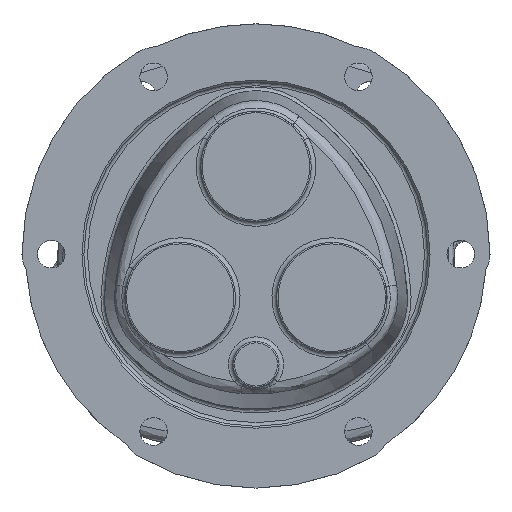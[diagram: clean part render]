
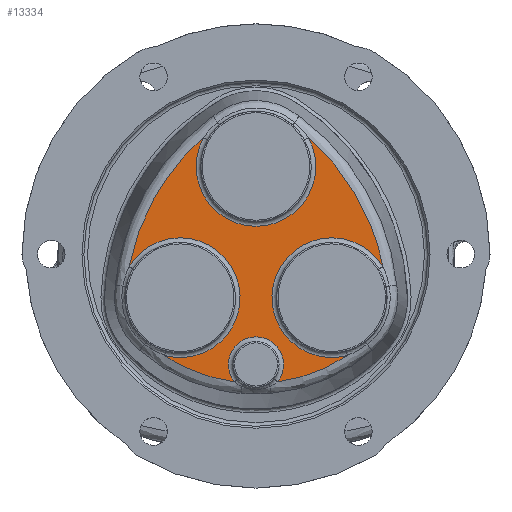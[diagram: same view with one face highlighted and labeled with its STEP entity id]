
A CAD part, top view. The second image highlights one B-rep face of the part: STEP entity #13334.
In plain terms, the highlighted face is planar.
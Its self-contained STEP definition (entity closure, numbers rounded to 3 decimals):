
#1289=B_SPLINE_CURVE_WITH_KNOTS('',3,(#44879,#44880,#44881,#44882,#44883,
#44884,#44885,#44886),.UNSPECIFIED.,.F.,.F.,(4,2,2,4),(266.85,
270.163,284.886,307.547),.UNSPECIFIED.);
#1290=B_SPLINE_CURVE_WITH_KNOTS('',3,(#44890,#44891,#44892,#44893,#44894,
#44895,#44896,#44897,#44898,#44899,#44900,#44901,#44902,#44903,#44904,#44905),
 .UNSPECIFIED.,.F.,.F.,(4,3,3,3,3,4),(574.931,578.458,
596.206,624.603,655.049,656.722),
 .UNSPECIFIED.);
#1291=B_SPLINE_CURVE_WITH_KNOTS('',3,(#44909,#44910,#44911,#44912,#44913,
#44914,#44915,#44916,#44917,#44918,#44919,#44920),.UNSPECIFIED.,.F.,.F.,
(4,2,2,2,2,4),(427.995,436.226,446.439,483.626,
506.671,509.934),.UNSPECIFIED.);
#1292=B_SPLINE_CURVE_WITH_KNOTS('',3,(#44923,#44924,#44925,#44926,#44927,
#44928,#44929,#44930),.UNSPECIFIED.,.F.,.F.,(4,2,2,4),(330.712,
332.438,358.582,371.451),.UNSPECIFIED.);
#2617=PLANE('',#14720);
#3416=FACE_OUTER_BOUND('',#4268,.T.);
#4268=EDGE_LOOP('',(#11697,#11698,#11699,#11700,#11701,#11702,#11703,#11704));
#5136=CIRCLE('',#14721,15.);
#5137=CIRCLE('',#14722,32.5);
#5138=CIRCLE('',#14723,32.5);
#5139=CIRCLE('',#14724,32.5);
#6436=VERTEX_POINT('',#44875);
#6437=VERTEX_POINT('',#44876);
#6438=VERTEX_POINT('',#44878);
#6439=VERTEX_POINT('',#44887);
#6440=VERTEX_POINT('',#44889);
#6441=VERTEX_POINT('',#44906);
#6442=VERTEX_POINT('',#44908);
#6443=VERTEX_POINT('',#44921);
#8223=EDGE_CURVE('',#6436,#6437,#5136,.T.);
#8224=EDGE_CURVE('',#6438,#6436,#1289,.T.);
#8225=EDGE_CURVE('',#6439,#6438,#5137,.T.);
#8226=EDGE_CURVE('',#6440,#6439,#1290,.T.);
#8227=EDGE_CURVE('',#6441,#6440,#5138,.T.);
#8228=EDGE_CURVE('',#6442,#6441,#1291,.T.);
#8229=EDGE_CURVE('',#6443,#6442,#5139,.T.);
#8230=EDGE_CURVE('',#6437,#6443,#1292,.T.);
#11697=ORIENTED_EDGE('',*,*,#8223,.F.);
#11698=ORIENTED_EDGE('',*,*,#8224,.F.);
#11699=ORIENTED_EDGE('',*,*,#8225,.F.);
#11700=ORIENTED_EDGE('',*,*,#8226,.F.);
#11701=ORIENTED_EDGE('',*,*,#8227,.F.);
#11702=ORIENTED_EDGE('',*,*,#8228,.F.);
#11703=ORIENTED_EDGE('',*,*,#8229,.F.);
#11704=ORIENTED_EDGE('',*,*,#8230,.F.);
#13334=ADVANCED_FACE('',(#3416),#2617,.F.);
#14720=AXIS2_PLACEMENT_3D('',#44874,#17431,#17432);
#14721=AXIS2_PLACEMENT_3D('',#44877,#17433,#17434);
#14722=AXIS2_PLACEMENT_3D('',#44888,#17435,#17436);
#14723=AXIS2_PLACEMENT_3D('',#44907,#17437,#17438);
#14724=AXIS2_PLACEMENT_3D('',#44922,#17439,#17440);
#17431=DIRECTION('center_axis',(0.,0.,1.));
#17432=DIRECTION('ref_axis',(1.,0.,0.));
#17433=DIRECTION('center_axis',(0.,0.,-1.));
#17434=DIRECTION('ref_axis',(0.,1.,0.));
#17435=DIRECTION('center_axis',(0.,0.,-1.));
#17436=DIRECTION('ref_axis',(0.935,0.355,0.));
#17437=DIRECTION('center_axis',(0.,0.,-1.));
#17438=DIRECTION('ref_axis',(0.,-1.,0.));
#17439=DIRECTION('center_axis',(0.,0.,-1.));
#17440=DIRECTION('ref_axis',(-0.935,0.354,0.));
#44874=CARTESIAN_POINT('Origin',(45.03,26.,-123.94));
#44875=CARTESIAN_POINT('',(-11.634,-69.468,-123.94));
#44876=CARTESIAN_POINT('',(11.634,-69.469,-123.94));
#44877=CARTESIAN_POINT('Origin',(0.,-60.,-123.94));
#44878=CARTESIAN_POINT('',(-49.608,-55.127,-123.94));
#44879=CARTESIAN_POINT('Ctrl Pts',(-49.608,-55.127,
-123.94));
#44880=CARTESIAN_POINT('Ctrl Pts',(-48.689,-55.745,-123.94));
#44881=CARTESIAN_POINT('Ctrl Pts',(-47.756,-56.346,-123.94));
#44882=CARTESIAN_POINT('Ctrl Pts',(-42.61,-59.528,-123.94));
#44883=CARTESIAN_POINT('Ctrl Pts',(-38.171,-61.786,
-123.94));
#44884=CARTESIAN_POINT('Ctrl Pts',(-26.529,-66.528,
-123.94));
#44885=CARTESIAN_POINT('Ctrl Pts',(-19.181,-68.474,
-123.94));
#44886=CARTESIAN_POINT('Ctrl Pts',(-11.634,-69.468,
-123.94));
#44887=CARTESIAN_POINT('',(-68.914,-6.872,-123.94));
#44888=CARTESIAN_POINT('Origin',(-41.14,-23.75,-123.94));
#44889=CARTESIAN_POINT('',(-28.498,63.123,-123.94));
#44890=CARTESIAN_POINT('Ctrl Pts',(-28.498,63.123,-123.94));
#44891=CARTESIAN_POINT('Ctrl Pts',(-29.393,62.346,-123.94));
#44892=CARTESIAN_POINT('Ctrl Pts',(-30.277,61.556,-123.94));
#44893=CARTESIAN_POINT('Ctrl Pts',(-31.15,60.753,-123.94));
#44894=CARTESIAN_POINT('Ctrl Pts',(-35.543,56.711,-123.94));
#44895=CARTESIAN_POINT('Ctrl Pts',(-39.65,52.343,-123.94));
#44896=CARTESIAN_POINT('Ctrl Pts',(-43.408,47.721,-123.94));
#44897=CARTESIAN_POINT('Ctrl Pts',(-49.421,40.324,-123.94));
#44898=CARTESIAN_POINT('Ctrl Pts',(-54.534,32.306,-123.94));
#44899=CARTESIAN_POINT('Ctrl Pts',(-58.708,23.719,-123.94));
#44900=CARTESIAN_POINT('Ctrl Pts',(-63.184,14.512,-123.94));
#44901=CARTESIAN_POINT('Ctrl Pts',(-66.516,4.711,-123.94));
#44902=CARTESIAN_POINT('Ctrl Pts',(-68.584,-5.231,
-123.94));
#44903=CARTESIAN_POINT('Ctrl Pts',(-68.698,-5.778,
-123.94));
#44904=CARTESIAN_POINT('Ctrl Pts',(-68.808,-6.325,
-123.94));
#44905=CARTESIAN_POINT('Ctrl Pts',(-68.914,-6.872,
-123.94));
#44906=CARTESIAN_POINT('',(28.496,63.128,-123.94));
#44907=CARTESIAN_POINT('Origin',(0.,47.5,-123.94));
#44908=CARTESIAN_POINT('',(68.911,-6.867,-123.94));
#44909=CARTESIAN_POINT('Ctrl Pts',(68.911,-6.867,-123.94));
#44910=CARTESIAN_POINT('Ctrl Pts',(68.386,-4.162,-123.94));
#44911=CARTESIAN_POINT('Ctrl Pts',(67.771,-1.473,-123.94));
#44912=CARTESIAN_POINT('Ctrl Pts',(66.195,4.494,-123.94));
#44913=CARTESIAN_POINT('Ctrl Pts',(65.186,7.758,-123.94));
#44914=CARTESIAN_POINT('Ctrl Pts',(59.905,22.649,-123.94));
#44915=CARTESIAN_POINT('Ctrl Pts',(53.908,33.868,-123.94));
#44916=CARTESIAN_POINT('Ctrl Pts',(41.792,50.042,-123.94));
#44917=CARTESIAN_POINT('Ctrl Pts',(36.617,55.75,-123.94));
#44918=CARTESIAN_POINT('Ctrl Pts',(30.133,61.687,-123.94));
#44919=CARTESIAN_POINT('Ctrl Pts',(29.319,62.413,-123.94));
#44920=CARTESIAN_POINT('Ctrl Pts',(28.496,63.128,-123.94));
#44921=CARTESIAN_POINT('',(49.619,-55.124,-123.94));
#44922=CARTESIAN_POINT('Origin',(41.14,-23.75,-123.94));
#44923=CARTESIAN_POINT('Ctrl Pts',(11.634,-69.469,-123.94));
#44924=CARTESIAN_POINT('Ctrl Pts',(12.205,-69.393,-123.94));
#44925=CARTESIAN_POINT('Ctrl Pts',(12.775,-69.313,-123.94));
#44926=CARTESIAN_POINT('Ctrl Pts',(21.968,-67.92,-123.94));
#44927=CARTESIAN_POINT('Ctrl Pts',(30.515,-65.3,-123.94));
#44928=CARTESIAN_POINT('Ctrl Pts',(42.32,-59.651,-123.94));
#44929=CARTESIAN_POINT('Ctrl Pts',(46.056,-57.517,-123.94));
#44930=CARTESIAN_POINT('Ctrl Pts',(49.619,-55.124,-123.94));
